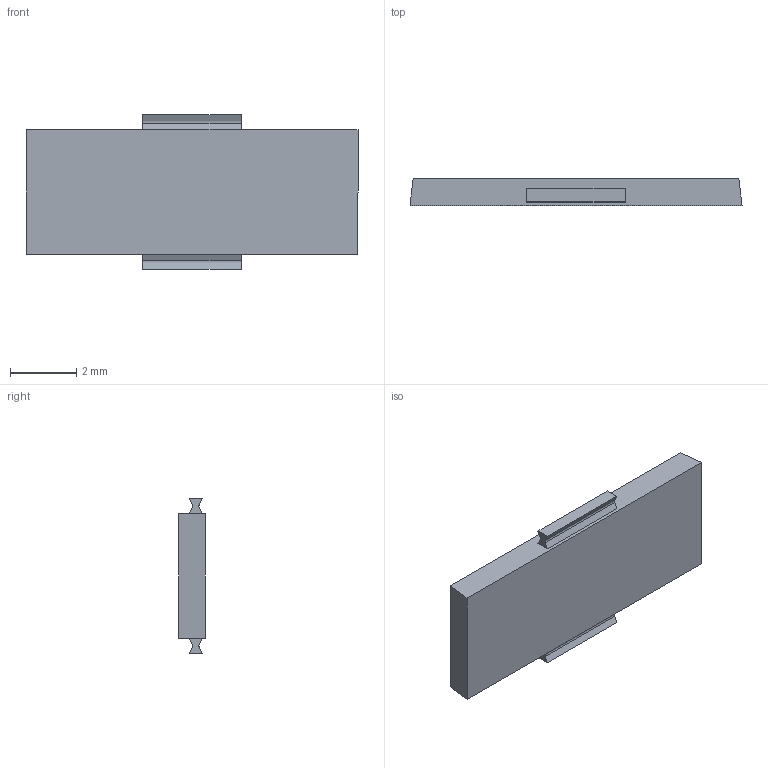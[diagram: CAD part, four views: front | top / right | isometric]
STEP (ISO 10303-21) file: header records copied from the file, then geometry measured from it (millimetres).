
FILE_DESCRIPTION (( 'STEP AP214' ), '1' );
FILE_NAME ('503000_DB 4.STP', '2013-11-15T14:59:01', ( 'arge' ), ( 'Microsoft' ), 'SwSTEP 2.0', 'SolidWorks 2013', '' );
FILE_SCHEMA (( 'AUTOMOTIVE_DESIGN' ));
Length unit declared in the file: millimetre
Products named in the file (1): 503000_DB 4
Bounding box: 10 x 0.81 x 4.66 mm (x, y, z)
Volume: 30.8 mm3; surface area: 102.7 mm2
Topology: 1 solids, 1 shells, 26 faces, 66 edges, 44 vertices
Faces by surface type: plane 20, cylinder 6
Entity records: 1102 total; most frequent: CARTESIAN_POINT 137, DIRECTION 132, ORIENTED_EDGE 132, EDGE_CURVE 66, LINE 54, VECTOR 54, VERTEX_POINT 44, AXIS2_PLACEMENT_3D 39
